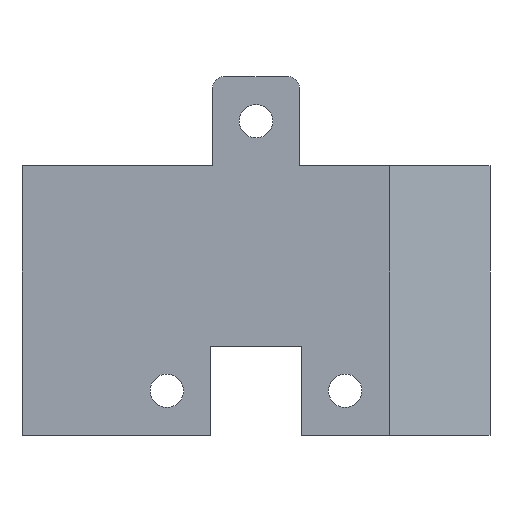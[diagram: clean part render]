
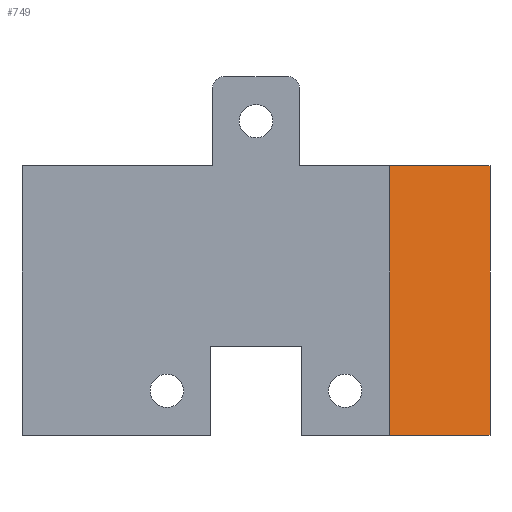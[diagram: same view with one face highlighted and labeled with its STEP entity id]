
A CAD part, front view. The second image highlights one B-rep face of the part: STEP entity #749.
In plain terms, the highlighted planar face has unit normal (0.316, -0.949, 0).
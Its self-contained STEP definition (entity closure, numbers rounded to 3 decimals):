
#24 = CARTESIAN_POINT ( 'NONE',  ( 21.3, 3.1, 8.1 ) ) ;
#70 = AXIS2_PLACEMENT_3D ( 'NONE', #299, #162, #147 ) ;
#71 = ORIENTED_EDGE ( 'NONE', *, *, #107, .F. ) ;
#80 = ORIENTED_EDGE ( 'NONE', *, *, #101, .T. ) ;
#81 = PLANE ( 'NONE',  #70 ) ;
#82 = CARTESIAN_POINT ( 'NONE',  ( 21., 3., -16.1 ) ) ;
#86 = LINE ( 'NONE', #24, #809 ) ;
#95 = CARTESIAN_POINT ( 'NONE',  ( 21., 3., 8.1 ) ) ;
#101 = EDGE_CURVE ( 'NONE', #671, #211, #559, .T. ) ;
#107 = EDGE_CURVE ( 'NONE', #671, #546, #86, .T. ) ;
#147 = DIRECTION ( 'NONE',  ( -0.949, -0.316, 0. ) ) ;
#160 = CARTESIAN_POINT ( 'NONE',  ( 12., 0., 0. ) ) ;
#162 = DIRECTION ( 'NONE',  ( -0.316, 0.949, 0. ) ) ;
#202 = CARTESIAN_POINT ( 'NONE',  ( 21., 3., -16.1 ) ) ;
#211 = VERTEX_POINT ( 'NONE', #499 ) ;
#228 = EDGE_CURVE ( 'NONE', #546, #439, #645, .T. ) ;
#258 = CARTESIAN_POINT ( 'NONE',  ( 21., 3., 16.1 ) ) ;
#288 = LINE ( 'NONE', #202, #748 ) ;
#299 = CARTESIAN_POINT ( 'NONE',  ( 21., 3., 16.1 ) ) ;
#355 = DIRECTION ( 'NONE',  ( 0.949, 0.316, 0. ) ) ;
#436 = VECTOR ( 'NONE', #968, 1000. ) ;
#439 = VERTEX_POINT ( 'NONE', #82 ) ;
#476 = FACE_OUTER_BOUND ( 'NONE', #484, .T. ) ;
#484 = EDGE_LOOP ( 'NONE', ( #80, #789, #938, #71 ) ) ;
#499 = CARTESIAN_POINT ( 'NONE',  ( 12., 0., -16.1 ) ) ;
#516 = CARTESIAN_POINT ( 'NONE',  ( 12., 0., 8.1 ) ) ;
#546 = VERTEX_POINT ( 'NONE', #95 ) ;
#559 = LINE ( 'NONE', #160, #759 ) ;
#645 = LINE ( 'NONE', #258, #436 ) ;
#647 = EDGE_CURVE ( 'NONE', #211, #439, #288, .T. ) ;
#671 = VERTEX_POINT ( 'NONE', #516 ) ;
#727 = DIRECTION ( 'NONE',  ( 0.949, 0.316, 0. ) ) ;
#748 = VECTOR ( 'NONE', #355, 1000. ) ;
#749 = ADVANCED_FACE ( 'NONE', ( #476 ), #81, .F. ) ;
#750 = DIRECTION ( 'NONE',  ( 0., 0., -1. ) ) ;
#759 = VECTOR ( 'NONE', #750, 1000. ) ;
#789 = ORIENTED_EDGE ( 'NONE', *, *, #647, .T. ) ;
#809 = VECTOR ( 'NONE', #727, 1000. ) ;
#938 = ORIENTED_EDGE ( 'NONE', *, *, #228, .F. ) ;
#968 = DIRECTION ( 'NONE',  ( 0., 0., -1. ) ) ;
